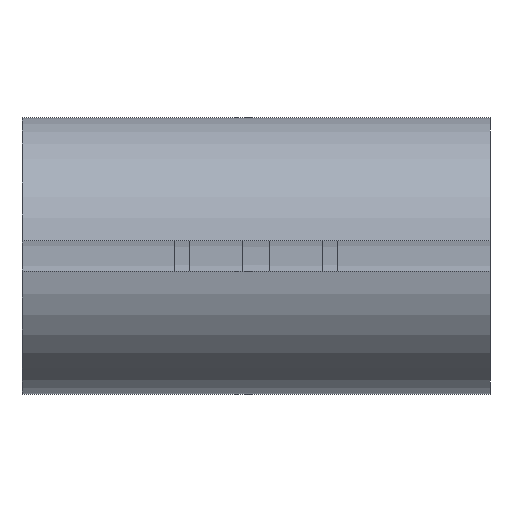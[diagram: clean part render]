
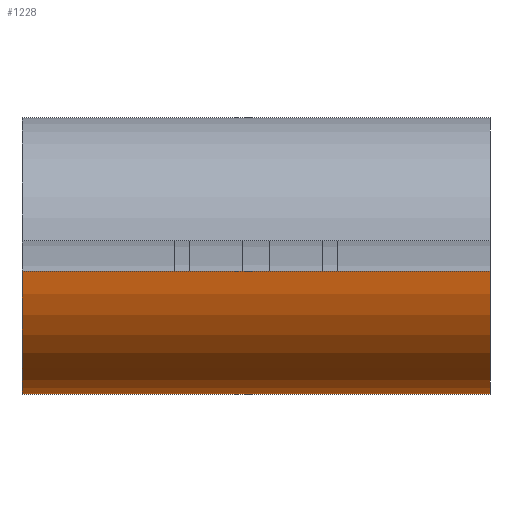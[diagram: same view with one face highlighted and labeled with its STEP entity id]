
A CAD part, front view. The second image highlights one B-rep face of the part: STEP entity #1228.
In plain terms, the highlighted cylindrical face has radius 9 mm (diameter 18 mm), a partial arc.
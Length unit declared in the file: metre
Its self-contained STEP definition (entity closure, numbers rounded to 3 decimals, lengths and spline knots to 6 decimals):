
#12=CIRCLE('',#1307,0.009);
#13=CIRCLE('',#1308,0.009);
#88=CYLINDRICAL_SURFACE('',#1306,0.009);
#150=ORIENTED_EDGE('',*,*,#526,.T.);
#151=ORIENTED_EDGE('',*,*,#527,.T.);
#152=ORIENTED_EDGE('',*,*,#528,.F.);
#153=ORIENTED_EDGE('',*,*,#529,.F.);
#526=EDGE_CURVE('',#714,#715,#842,.T.);
#527=EDGE_CURVE('',#715,#716,#12,.T.);
#528=EDGE_CURVE('',#717,#716,#843,.T.);
#529=EDGE_CURVE('',#714,#717,#13,.T.);
#714=VERTEX_POINT('',#1894);
#715=VERTEX_POINT('',#1895);
#716=VERTEX_POINT('',#1897);
#717=VERTEX_POINT('',#1899);
#842=LINE('',#1893,#954);
#843=LINE('',#1898,#955);
#954=VECTOR('',#1478,1.);
#955=VECTOR('',#1481,1.);
#1046=EDGE_LOOP('',(#150,#151,#152,#153));
#1124=FACE_BOUND('',#1046,.T.);
#1228=ADVANCED_FACE('',(#1124),#88,.T.);
#1306=AXIS2_PLACEMENT_3D('',#1892,#1476,#1477);
#1307=AXIS2_PLACEMENT_3D('',#1896,#1479,#1480);
#1308=AXIS2_PLACEMENT_3D('',#1900,#1482,#1483);
#1476=DIRECTION('',(1.,0.,0.));
#1477=DIRECTION('',(0.,0.,-1.));
#1478=DIRECTION('',(1.,0.,0.));
#1479=DIRECTION('',(-1.,0.,0.));
#1480=DIRECTION('',(0.,0.,1.));
#1481=DIRECTION('',(1.,0.,0.));
#1482=DIRECTION('',(-1.,0.,0.));
#1483=DIRECTION('',(0.,0.,1.));
#1892=CARTESIAN_POINT('',(0.,-0.035075,0.00515));
#1893=CARTESIAN_POINT('',(0.,-0.028236,-0.0007));
#1894=CARTESIAN_POINT('',(-0.0152,-0.028236,-0.0007));
#1895=CARTESIAN_POINT('',(0.0152,-0.028236,-0.0007));
#1896=CARTESIAN_POINT('',(0.0152,-0.035075,0.00515));
#1897=CARTESIAN_POINT('',(0.0152,-0.044019,0.00415));
#1898=CARTESIAN_POINT('',(0.,-0.044019,0.00415));
#1899=CARTESIAN_POINT('',(-0.0152,-0.044019,0.00415));
#1900=CARTESIAN_POINT('',(-0.0152,-0.035075,0.00515));
